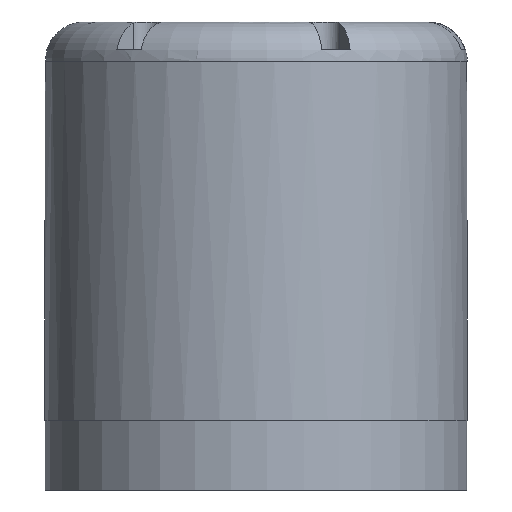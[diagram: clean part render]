
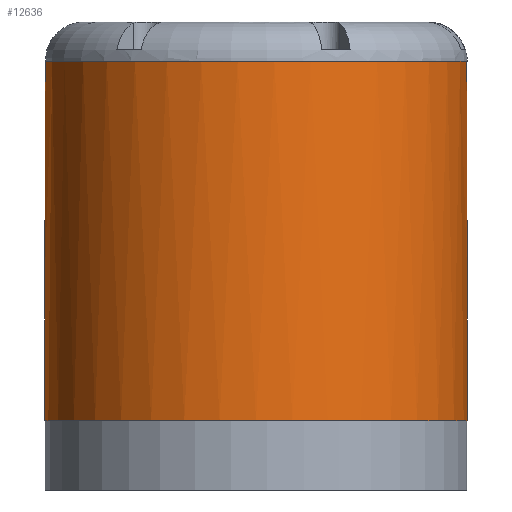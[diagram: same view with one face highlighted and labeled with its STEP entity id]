
A CAD part, left-side view. The second image highlights one B-rep face of the part: STEP entity #12636.
In plain terms, the highlighted cylindrical face has radius 38 mm (diameter 76 mm), a partial arc.
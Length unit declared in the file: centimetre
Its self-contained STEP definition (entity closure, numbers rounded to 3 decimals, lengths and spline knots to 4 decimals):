
#1437=CIRCLE('',#4745,3.8);
#1438=CIRCLE('',#4746,3.8);
#2072=CYLINDRICAL_SURFACE('',#4744,3.8);
#2344=DIRECTION('',(0.729,0.,0.684));
#2345=DIRECTION('',(3.8,0.,-4.05));
#2346=DIRECTION('',(0.729,0.,0.684));
#2347=DIRECTION('',(3.8,0.,-4.05));
#2352=DIRECTION('',(0.729,0.,-0.684));
#2353=DIRECTION('',(3.8,0.,4.05));
#2354=DIRECTION('',(0.729,0.,-0.684));
#2355=DIRECTION('',(3.8,0.,4.05));
#2360=DIRECTION('',(0.,0.,1.));
#2361=DIRECTION('',(3.8,0.,0.));
#2362=DIRECTION('',(0.,0.,-1.));
#2363=DIRECTION('',(3.8,0.,0.));
#2364=DIRECTION('',(0.,0.,1.));
#2365=DIRECTION('',(3.8,0.,0.));
#4736=AXIS2_PLACEMENT_3D('',#13268,#2344,#2345);
#4737=AXIS2_PLACEMENT_3D('',#13385,#2346,#2347);
#4740=AXIS2_PLACEMENT_3D('',#13503,#2352,#2353);
#4741=AXIS2_PLACEMENT_3D('',#13528,#2354,#2355);
#4744=AXIS2_PLACEMENT_3D('',#13551,#2360,#2361);
#4745=AXIS2_PLACEMENT_3D('',#13552,#2362,#2363);
#4746=AXIS2_PLACEMENT_3D('',#13553,#2364,#2365);
#5801=ELLIPSE('',#4736,5.5536,3.8);
#5802=ELLIPSE('',#4737,5.5536,3.8);
#5805=ELLIPSE('',#4740,5.5536,3.8);
#5806=ELLIPSE('',#4741,5.5536,3.8);
#5810=VERTEX_POINT('',#13264);
#5812=VERTEX_POINT('',#13267);
#5814=VERTEX_POINT('',#13384);
#5815=VERTEX_POINT('',#13386);
#5818=VERTEX_POINT('',#13504);
#5819=VERTEX_POINT('',#13527);
#7034=EDGE_CURVE('',#5812,#5810,#5801,.T.);
#7036=EDGE_CURVE('',#5814,#5815,#5802,.T.);
#7040=EDGE_CURVE('',#5815,#5818,#5805,.T.);
#7042=EDGE_CURVE('',#5819,#5812,#5806,.T.);
#7048=EDGE_CURVE('',#5819,#5818,#1437,.T.);
#7049=EDGE_CURVE('',#5814,#5810,#1438,.T.);
#8437=ORIENTED_EDGE('',*,*,#7034,.F.);
#8438=ORIENTED_EDGE('',*,*,#7042,.F.);
#8439=ORIENTED_EDGE('',*,*,#7048,.T.);
#8440=ORIENTED_EDGE('',*,*,#7040,.F.);
#8441=ORIENTED_EDGE('',*,*,#7036,.F.);
#8442=ORIENTED_EDGE('',*,*,#7049,.T.);
#11202=EDGE_LOOP('',(#8437,#8438,#8439,#8440,#8441,#8442));
#11919=FACE_BOUND('',#11202,.T.);
#12636=ADVANCED_FACE('',(#11919),#2072,.T.);
#13264=CARTESIAN_POINT('',(2.3926,-2.9522,0.));
#13267=CARTESIAN_POINT('',(0.,-3.8,2.55));
#13268=CARTESIAN_POINT('',(0.,0.,2.55));
#13384=CARTESIAN_POINT('',(2.3926,2.9522,0.));
#13385=CARTESIAN_POINT('',(0.,0.,2.55));
#13386=CARTESIAN_POINT('',(0.,3.8,2.55));
#13503=CARTESIAN_POINT('',(0.,0.,2.55));
#13504=CARTESIAN_POINT('',(3.6686,0.9905,6.46));
#13527=CARTESIAN_POINT('',(3.6686,-0.9905,6.46));
#13528=CARTESIAN_POINT('',(0.,0.,2.55));
#13551=CARTESIAN_POINT('',(0.,0.,0.));
#13552=CARTESIAN_POINT('',(0.,0.,6.46));
#13553=CARTESIAN_POINT('',(0.,0.,0.));
